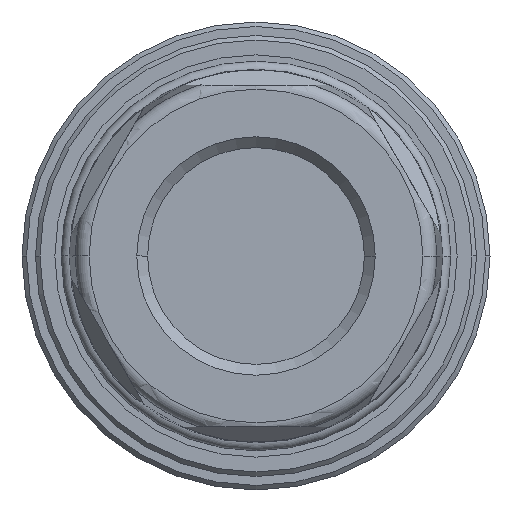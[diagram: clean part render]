
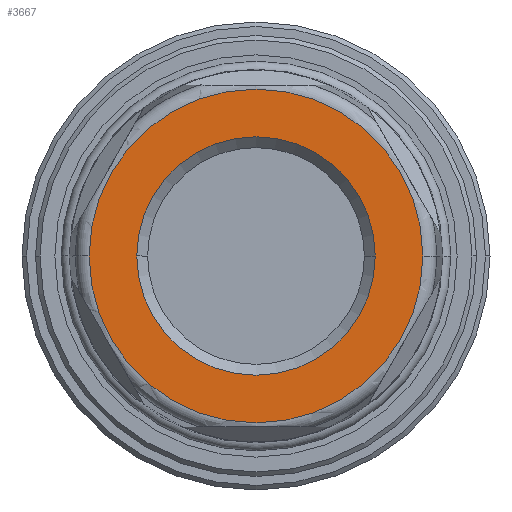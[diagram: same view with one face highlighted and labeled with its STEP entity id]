
A CAD part, left-side view. The second image highlights one B-rep face of the part: STEP entity #3667.
In plain terms, the highlighted planar face has unit normal (-1, 0, 0).
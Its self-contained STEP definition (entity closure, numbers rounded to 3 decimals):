
#279 = AXIS2_PLACEMENT_3D ( 'NONE', #1059, #1060, #1061 ) ;
#293 = AXIS2_PLACEMENT_3D ( 'NONE', #976, #975, #977 ) ;
#296 = AXIS2_PLACEMENT_3D ( 'NONE', #478, #477, #476 ) ;
#476 = DIRECTION ( 'NONE',  ( 0., -1., 0. ) ) ;
#477 = DIRECTION ( 'NONE',  ( -1., 0., 0. ) ) ;
#478 = CARTESIAN_POINT ( 'NONE',  ( 0., 0., 0. ) ) ;
#619 = CIRCLE ( 'NONE', #2599, 18.543 ) ;
#626 = CIRCLE ( 'NONE', #2604, 13.25 ) ;
#975 = DIRECTION ( 'NONE',  ( -1., 0., 0. ) ) ;
#976 = CARTESIAN_POINT ( 'NONE',  ( 0., 0., 0. ) ) ;
#977 = DIRECTION ( 'NONE',  ( 0., -1., 0. ) ) ;
#1058 = PLANE ( 'NONE',  #279 ) ;
#1059 = CARTESIAN_POINT ( 'NONE',  ( 0., 16.777, 0. ) ) ;
#1060 = DIRECTION ( 'NONE',  ( 1., 0., 0. ) ) ;
#1061 = DIRECTION ( 'NONE',  ( 0., 1., 0. ) ) ;
#1443 = EDGE_LOOP ( 'NONE', ( #3118, #3115 ) ) ;
#1605 = EDGE_LOOP ( 'NONE', ( #3109, #3105 ) ) ;
#2441 = DIRECTION ( 'NONE',  ( -1., 0., 0. ) ) ;
#2442 = CARTESIAN_POINT ( 'NONE',  ( 0., 0., 0. ) ) ;
#2444 = VERTEX_POINT ( 'NONE', #4345 ) ;
#2495 = VERTEX_POINT ( 'NONE', #4328 ) ;
#2580 = DIRECTION ( 'NONE',  ( 0., -1., 0. ) ) ;
#2583 = DIRECTION ( 'NONE',  ( -1., 0., 0. ) ) ;
#2584 = CARTESIAN_POINT ( 'NONE',  ( 0., 0., 0. ) ) ;
#2598 = DIRECTION ( 'NONE',  ( 0., -1., 0. ) ) ;
#2599 = AXIS2_PLACEMENT_3D ( 'NONE', #2584, #2583, #2580 ) ;
#2604 = AXIS2_PLACEMENT_3D ( 'NONE', #2442, #2441, #2598 ) ;
#2675 = FACE_OUTER_BOUND ( 'NONE', #1443, .T. ) ;
#2686 = FACE_BOUND ( 'NONE', #1605, .T. ) ;
#2769 = CIRCLE ( 'NONE', #293, 13.25 ) ;
#2895 = CIRCLE ( 'NONE', #296, 18.543 ) ;
#3105 = ORIENTED_EDGE ( 'NONE', *, *, #3413, .F. ) ;
#3109 = ORIENTED_EDGE ( 'NONE', *, *, #5013, .F. ) ;
#3115 = ORIENTED_EDGE ( 'NONE', *, *, #5018, .T. ) ;
#3118 = ORIENTED_EDGE ( 'NONE', *, *, #3406, .T. ) ;
#3406 = EDGE_CURVE ( 'NONE', #2495, #2444, #2895, .T. ) ;
#3413 = EDGE_CURVE ( 'NONE', #4274, #3942, #2769, .T. ) ;
#3667 = ADVANCED_FACE ( 'NONE', ( #2686, #2675 ), #1058, .F. ) ;
#3942 = VERTEX_POINT ( 'NONE', #4789 ) ;
#4274 = VERTEX_POINT ( 'NONE', #4885 ) ;
#4328 = CARTESIAN_POINT ( 'NONE',  ( 0., -18.543, 0. ) ) ;
#4345 = CARTESIAN_POINT ( 'NONE',  ( 0., 18.543, 0. ) ) ;
#4789 = CARTESIAN_POINT ( 'NONE',  ( 0., -13.25, 0. ) ) ;
#4885 = CARTESIAN_POINT ( 'NONE',  ( 0., 13.25, 0. ) ) ;
#5013 = EDGE_CURVE ( 'NONE', #3942, #4274, #626, .T. ) ;
#5018 = EDGE_CURVE ( 'NONE', #2444, #2495, #619, .T. ) ;
